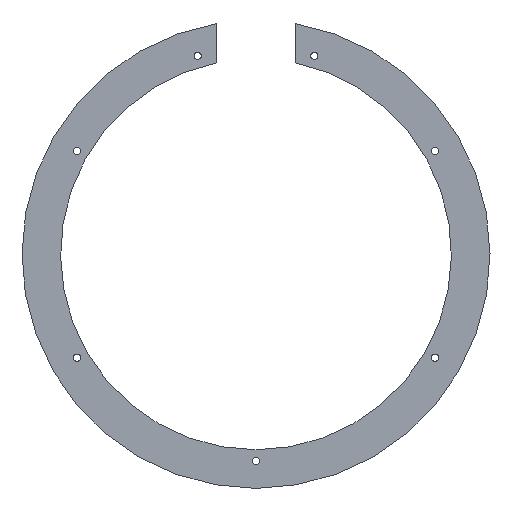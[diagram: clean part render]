
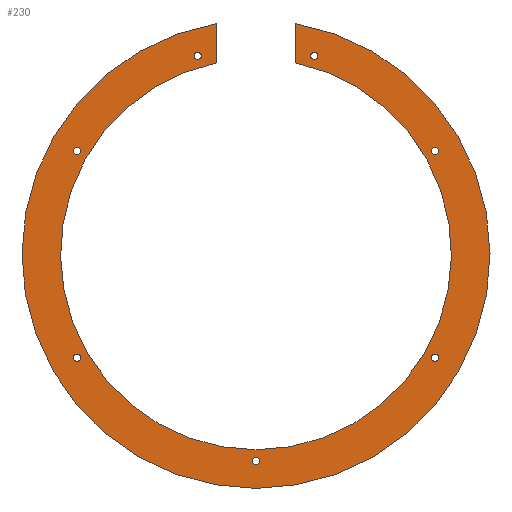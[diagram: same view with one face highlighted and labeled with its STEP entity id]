
A CAD part, front view. The second image highlights one B-rep face of the part: STEP entity #230.
In plain terms, the highlighted planar face has unit normal (0, -1, 0).
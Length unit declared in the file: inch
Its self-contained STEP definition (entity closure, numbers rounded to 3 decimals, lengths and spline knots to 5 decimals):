
#24=FACE_BOUND('',#59,.T.);
#25=FACE_BOUND('',#60,.T.);
#26=FACE_BOUND('',#61,.T.);
#27=FACE_BOUND('',#62,.T.);
#28=FACE_BOUND('',#63,.T.);
#29=FACE_BOUND('',#64,.T.);
#30=FACE_BOUND('',#65,.T.);
#45=FACE_OUTER_BOUND('',#58,.T.);
#58=EDGE_LOOP('',(#174,#175,#176,#177));
#59=EDGE_LOOP('',(#178));
#60=EDGE_LOOP('',(#179));
#61=EDGE_LOOP('',(#180));
#62=EDGE_LOOP('',(#181));
#63=EDGE_LOOP('',(#182));
#64=EDGE_LOOP('',(#183));
#65=EDGE_LOOP('',(#184));
#92=CIRCLE('',#252,5.0625);
#93=CIRCLE('',#253,6.0625);
#94=CIRCLE('',#254,0.09375);
#95=CIRCLE('',#255,0.09375);
#96=CIRCLE('',#256,0.09375);
#97=CIRCLE('',#257,0.09375);
#98=CIRCLE('',#258,0.09375);
#99=CIRCLE('',#259,0.094);
#100=CIRCLE('',#260,0.094);
#110=LINE('',#358,#118);
#111=LINE('',#362,#119);
#118=VECTOR('',#286,1.0171);
#119=VECTOR('',#289,1.0171);
#126=VERTEX_POINT('',#356);
#127=VERTEX_POINT('',#357);
#128=VERTEX_POINT('',#359);
#129=VERTEX_POINT('',#361);
#130=VERTEX_POINT('',#364);
#131=VERTEX_POINT('',#366);
#132=VERTEX_POINT('',#368);
#133=VERTEX_POINT('',#370);
#134=VERTEX_POINT('',#372);
#135=VERTEX_POINT('',#374);
#136=VERTEX_POINT('',#376);
#148=EDGE_CURVE('',#126,#127,#110,.T.);
#149=EDGE_CURVE('',#128,#126,#92,.T.);
#150=EDGE_CURVE('',#129,#128,#111,.T.);
#151=EDGE_CURVE('',#127,#129,#93,.T.);
#152=EDGE_CURVE('',#130,#130,#94,.T.);
#153=EDGE_CURVE('',#131,#131,#95,.T.);
#154=EDGE_CURVE('',#132,#132,#96,.T.);
#155=EDGE_CURVE('',#133,#133,#97,.T.);
#156=EDGE_CURVE('',#134,#134,#98,.T.);
#157=EDGE_CURVE('',#135,#135,#99,.T.);
#158=EDGE_CURVE('',#136,#136,#100,.T.);
#174=ORIENTED_EDGE('',*,*,#148,.F.);
#175=ORIENTED_EDGE('',*,*,#149,.F.);
#176=ORIENTED_EDGE('',*,*,#150,.F.);
#177=ORIENTED_EDGE('',*,*,#151,.F.);
#178=ORIENTED_EDGE('',*,*,#152,.F.);
#179=ORIENTED_EDGE('',*,*,#153,.F.);
#180=ORIENTED_EDGE('',*,*,#154,.F.);
#181=ORIENTED_EDGE('',*,*,#155,.F.);
#182=ORIENTED_EDGE('',*,*,#156,.F.);
#183=ORIENTED_EDGE('',*,*,#157,.F.);
#184=ORIENTED_EDGE('',*,*,#158,.F.);
#226=PLANE('',#251);
#230=ADVANCED_FACE('',(#45,#24,#25,#26,#27,#28,#29,#30),#226,.F.);
#251=AXIS2_PLACEMENT_3D('',#355,#284,#285);
#252=AXIS2_PLACEMENT_3D('',#360,#287,#288);
#253=AXIS2_PLACEMENT_3D('',#363,#290,#291);
#254=AXIS2_PLACEMENT_3D('',#365,#292,#293);
#255=AXIS2_PLACEMENT_3D('',#367,#294,#295);
#256=AXIS2_PLACEMENT_3D('',#369,#296,#297);
#257=AXIS2_PLACEMENT_3D('',#371,#298,#299);
#258=AXIS2_PLACEMENT_3D('',#373,#300,#301);
#259=AXIS2_PLACEMENT_3D('',#375,#302,#303);
#260=AXIS2_PLACEMENT_3D('',#377,#304,#305);
#284=DIRECTION('center_axis',(0.,1.,0.));
#285=DIRECTION('ref_axis',(1.,0.,0.));
#286=DIRECTION('',(0.,0.,1.));
#287=DIRECTION('center_axis',(0.,-1.,0.));
#288=DIRECTION('ref_axis',(1.,0.,0.));
#289=DIRECTION('',(0.,0.,-1.));
#290=DIRECTION('center_axis',(0.,1.,0.));
#291=DIRECTION('ref_axis',(-1.,0.,0.));
#292=DIRECTION('center_axis',(0.,-1.,0.));
#293=DIRECTION('ref_axis',(-1.,0.,0.));
#294=DIRECTION('center_axis',(0.,-1.,0.));
#295=DIRECTION('ref_axis',(-0.5,0.,-0.866));
#296=DIRECTION('center_axis',(0.,-1.,0.));
#297=DIRECTION('ref_axis',(0.5,0.,-0.866));
#298=DIRECTION('center_axis',(0.,-1.,0.));
#299=DIRECTION('ref_axis',(0.5,0.,0.866));
#300=DIRECTION('center_axis',(0.,-1.,0.));
#301=DIRECTION('ref_axis',(-0.5,0.,0.866));
#302=DIRECTION('center_axis',(0.,-1.,0.));
#303=DIRECTION('ref_axis',(-1.,0.,0.));
#304=DIRECTION('center_axis',(0.,-1.,0.));
#305=DIRECTION('ref_axis',(-1.,0.,0.));
#355=CARTESIAN_POINT('Origin',(0.,0.,0.));
#356=CARTESIAN_POINT('',(1.01146,0.,4.96043));
#357=CARTESIAN_POINT('',(1.01146,0.,5.97753));
#358=CARTESIAN_POINT('',(1.01146,0.,4.96043));
#359=CARTESIAN_POINT('',(-1.01146,0.,4.96043));
#360=CARTESIAN_POINT('Origin',(0.,0.,0.));
#361=CARTESIAN_POINT('',(-1.01146,0.,5.97753));
#362=CARTESIAN_POINT('',(-1.01146,0.,5.97753));
#363=CARTESIAN_POINT('Origin',(0.,0.,0.));
#364=CARTESIAN_POINT('',(-0.09375,0.,-5.35681));
#365=CARTESIAN_POINT('Origin',(0.,0.,-5.35681));
#366=CARTESIAN_POINT('',(4.59226,0.,-2.75959));
#367=CARTESIAN_POINT('Origin',(4.63913,0.,-2.6784));
#368=CARTESIAN_POINT('',(4.68601,0.,2.59721));
#369=CARTESIAN_POINT('Origin',(4.63913,0.,2.6784));
#370=CARTESIAN_POINT('',(-4.59226,0.,2.75959));
#371=CARTESIAN_POINT('Origin',(-4.63913,0.,2.6784));
#372=CARTESIAN_POINT('',(-4.68601,0.,-2.59721));
#373=CARTESIAN_POINT('Origin',(-4.63913,0.,-2.6784));
#374=CARTESIAN_POINT('',(-1.60546,0.,5.14303));
#375=CARTESIAN_POINT('Origin',(-1.51146,0.,5.14303));
#376=CARTESIAN_POINT('',(1.41746,0.,5.14303));
#377=CARTESIAN_POINT('Origin',(1.51146,0.,5.14303));
